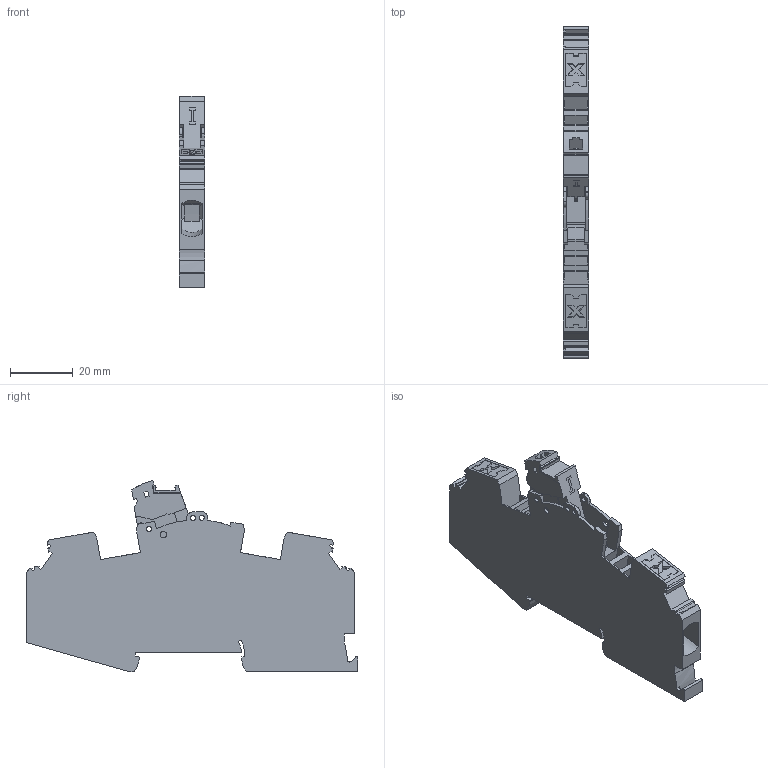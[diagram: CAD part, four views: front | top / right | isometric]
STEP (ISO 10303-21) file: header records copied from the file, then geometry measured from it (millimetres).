
FILE_DESCRIPTION(('Creo Elements/Direct Modeling STEP Export'),'2;1');
FILE_NAME('model.stp','2024-09-05T14:39:49',(''),(''),'Creo Elements/Direct Modeling STEP processor for AP214 (Solid Model)','Creo Elements/Direct Modeling 20.1D 10-Oct-2020 (C) Parametric Technology GmbH','');
FILE_SCHEMA(('AUTOMOTIVE_DESIGN { 1 0 10303 214 1 1 1 1 }'));
Length unit declared in the file: millimetre
Products named in the file (3): XTVMEA_6-BODY; XTVMEA_6-TRENNSCHALTER_SWITCH_01-SELECT; XTVMEA_6-Select
Assembly tree (2 placements, depth 2):
  XTVMEA_6-Select
    XTVMEA_6-TRENNSCHALTER_SWITCH_01-SELECT
    XTVMEA_6-BODY
Bounding box: 8.15 x 105.4 x 60.68 mm (x, y, z)
Volume: 28252.8 mm3; surface area: 16725 mm2
Topology: 2 solids, 2 shells, 386 faces, 1188 edges, 823 vertices
Faces by surface type: plane 331, cylinder 55
Entity records: 16275 total; most frequent: CARTESIAN_POINT 2495, ORIENTED_EDGE 2376, DIRECTION 1973, EDGE_CURVE 1188, VECTOR 1035, LINE 1035, VERTEX_POINT 823, AXIS2_PLACEMENT_3D 469
